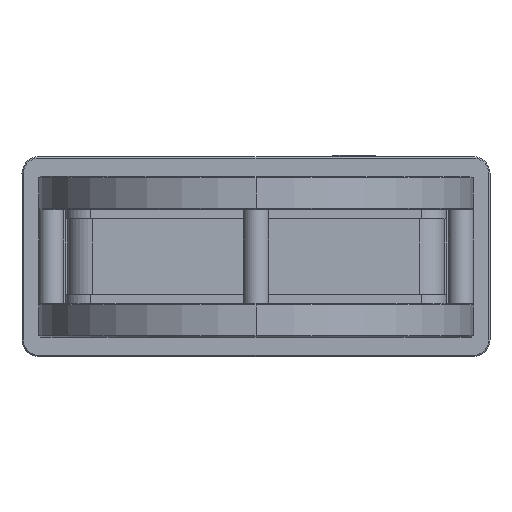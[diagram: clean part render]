
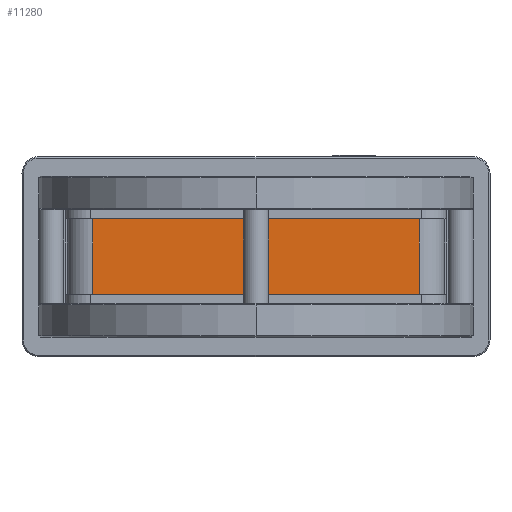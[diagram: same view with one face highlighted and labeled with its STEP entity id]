
A CAD part, front view. The second image highlights one B-rep face of the part: STEP entity #11280.
In plain terms, the highlighted planar face has unit normal (0, -1, 0).
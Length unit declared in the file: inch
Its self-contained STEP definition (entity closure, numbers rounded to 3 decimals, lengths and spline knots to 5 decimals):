
#972=DIRECTION('',(-1.,0.,0.));
#973=VECTOR('',#972,4.88);
#974=CARTESIAN_POINT('',(2.44,-2.635,0.5675));
#975=LINE('',#974,#973);
#1067=DIRECTION('',(-1.,0.,0.));
#1068=VECTOR('',#1067,4.88);
#1069=CARTESIAN_POINT('',(2.44,-2.635,-0.5675));
#1070=LINE('',#1069,#1068);
#1097=DIRECTION('',(0.,0.,1.));
#1098=VECTOR('',#1097,1.135);
#1099=CARTESIAN_POINT('',(2.44,-2.635,-0.5675));
#1100=LINE('',#1099,#1098);
#1101=DIRECTION('',(0.,0.,1.));
#1102=VECTOR('',#1101,1.135);
#1103=CARTESIAN_POINT('',(-2.44,-2.635,-0.5675));
#1104=LINE('',#1103,#1102);
#8230=CARTESIAN_POINT('',(2.44,-2.635,-0.5675));
#8231=CARTESIAN_POINT('',(2.44,-2.635,0.5675));
#8232=VERTEX_POINT('',#8230);
#8233=VERTEX_POINT('',#8231);
#8234=CARTESIAN_POINT('',(-2.44,-2.635,-0.5675));
#8235=CARTESIAN_POINT('',(-2.44,-2.635,0.5675));
#8236=VERTEX_POINT('',#8234);
#8237=VERTEX_POINT('',#8235);
#11268=CARTESIAN_POINT('',(2.825,-2.635,-0.5675));
#11269=DIRECTION('',(0.,1.,0.));
#11270=DIRECTION('',(-1.,0.,0.));
#11271=AXIS2_PLACEMENT_3D('',#11268,#11269,#11270);
#11272=PLANE('',#11271);
#11274=ORIENTED_EDGE('',*,*,#11273,.F.);
#11275=ORIENTED_EDGE('',*,*,#11205,.T.);
#11276=ORIENTED_EDGE('',*,*,#11260,.T.);
#11277=ORIENTED_EDGE('',*,*,#11093,.F.);
#11278=EDGE_LOOP('',(#11274,#11275,#11276,#11277));
#11279=FACE_OUTER_BOUND('',#11278,.F.);
#11093=EDGE_CURVE('',#8233,#8237,#975,.T.);
#11205=EDGE_CURVE('',#8232,#8236,#1070,.T.);
#11260=EDGE_CURVE('',#8236,#8237,#1104,.T.);
#11273=EDGE_CURVE('',#8232,#8233,#1100,.T.);
#11280=ADVANCED_FACE('',(#11279),#11272,.F.);
